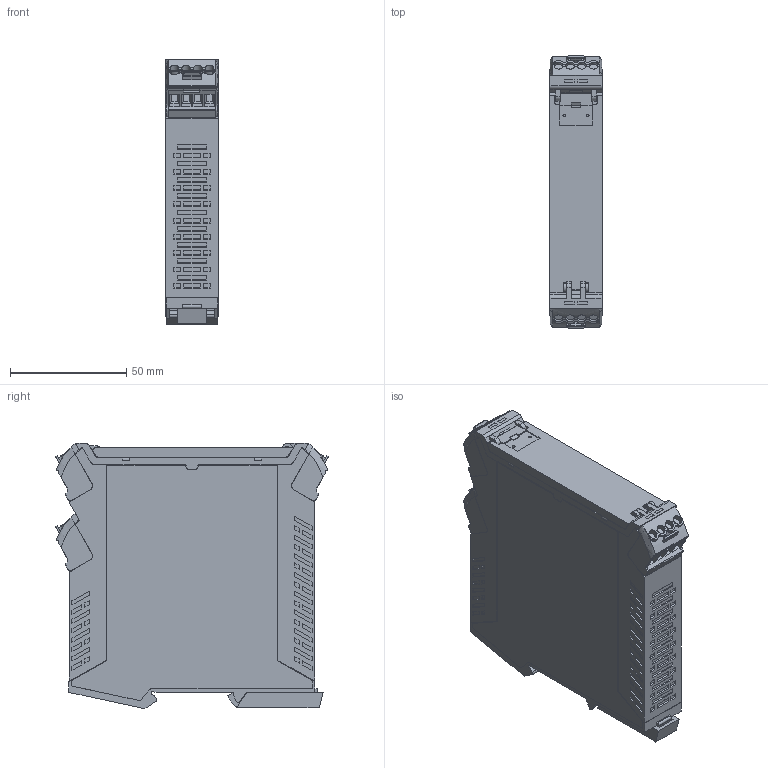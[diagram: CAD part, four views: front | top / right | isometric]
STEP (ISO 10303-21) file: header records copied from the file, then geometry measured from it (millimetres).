
FILE_DESCRIPTION(('CATIA V5 STEP Exchange','CAx-IF Rec.Pracs.--- Model Styling and Organization---1.4--- 2014-01-23'),'2;1');
FILE_NAME ('D1475443_0_1519320000_S3D_CH20M22_SET_1_2_BK_OR.stp','2021-02-25T13:40:05+00:00',('none'),('Weidmueller'),'CATIA Version 5-6 Release 2016 SP3 HF44','CATIA V5 STEP AP214','none');
FILE_SCHEMA(('AUTOMOTIVE_DESIGN { 1 0 10303 214 1 1 1 1 }'));
Products named in the file (1): S3D_CH20M22_SET_1_2_BK_OR
Bounding box: 22.5 x 117.21 x 114.02 mm (x, y, z)
Volume: 68586.7 mm3; surface area: 104459.6 mm2
Topology: 51 solids, 51 shells, 3364 faces, 9936 edges, 6834 vertices
Faces by surface type: plane 2665, cylinder 468, extrusion 199, revolution 24, bspline 6, sphere 2
Entity records: 112221 total; most frequent: CARTESIAN_POINT 24612, ORIENTED_EDGE 19872, DIRECTION 13304, EDGE_CURVE 9936, VECTOR 7862, LINE 7663, VERTEX_POINT 6834, EDGE_LOOP 3600
